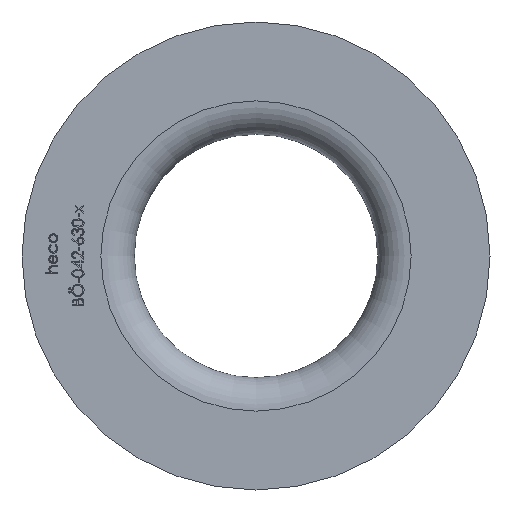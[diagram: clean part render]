
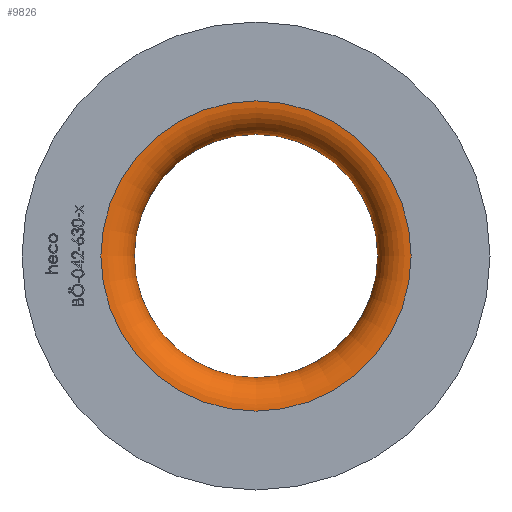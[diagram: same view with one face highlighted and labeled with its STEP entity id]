
A CAD part, left-side view. The second image highlights one B-rep face of the part: STEP entity #9826.
In plain terms, the highlighted toroidal (fillet/blend) face has major radius 23.2 mm and minor radius 5 mm.
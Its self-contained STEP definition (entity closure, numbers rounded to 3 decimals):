
#134 = AXIS2_PLACEMENT_3D ( 'NONE', #7687, #3008, #5185 ) ;
#831 = CARTESIAN_POINT ( 'NONE',  ( 0., 0., -23.2 ) ) ;
#1288 = EDGE_LOOP ( 'NONE', ( #2084 ) ) ;
#1806 = VERTEX_POINT ( 'NONE', #831 ) ;
#2084 = ORIENTED_EDGE ( 'NONE', *, *, #6479, .F. ) ;
#2689 = EDGE_CURVE ( 'NONE', #10944, #10944, #11876, .T. ) ;
#2785 = EDGE_LOOP ( 'NONE', ( #12261 ) ) ;
#2979 = DIRECTION ( 'NONE',  ( 0., 0., -1. ) ) ;
#3008 = DIRECTION ( 'NONE',  ( 1., 0., 0. ) ) ;
#3049 = DIRECTION ( 'NONE',  ( 1., 0., 0. ) ) ;
#5185 = DIRECTION ( 'NONE',  ( 0., 0., -1. ) ) ;
#6399 = CARTESIAN_POINT ( 'NONE',  ( 0., 0., 0. ) ) ;
#6479 = EDGE_CURVE ( 'NONE', #1806, #1806, #8224, .T. ) ;
#6686 = CARTESIAN_POINT ( 'NONE',  ( 5., 0., 0. ) ) ;
#7687 = CARTESIAN_POINT ( 'NONE',  ( 5., 0., 0. ) ) ;
#8042 = CARTESIAN_POINT ( 'NONE',  ( 5., 0., -18.2 ) ) ;
#8224 = CIRCLE ( 'NONE', #11946, 23.2 ) ;
#9826 = ADVANCED_FACE ( 'NONE', ( #12982, #13437 ), #12856, .T. ) ;
#10944 = VERTEX_POINT ( 'NONE', #8042 ) ;
#11129 = DIRECTION ( 'NONE',  ( 0., 0., -1. ) ) ;
#11876 = CIRCLE ( 'NONE', #13113, 18.2 ) ;
#11946 = AXIS2_PLACEMENT_3D ( 'NONE', #6399, #3049, #2979 ) ;
#12261 = ORIENTED_EDGE ( 'NONE', *, *, #2689, .F. ) ;
#12856 = TOROIDAL_SURFACE ( 'NONE', #134, 23.2, 5. ) ;
#12982 = FACE_OUTER_BOUND ( 'NONE', #1288, .T. ) ;
#13113 = AXIS2_PLACEMENT_3D ( 'NONE', #6686, #14926, #11129 ) ;
#13437 = FACE_OUTER_BOUND ( 'NONE', #2785, .T. ) ;
#14926 = DIRECTION ( 'NONE',  ( -1., 0., 0. ) ) ;
